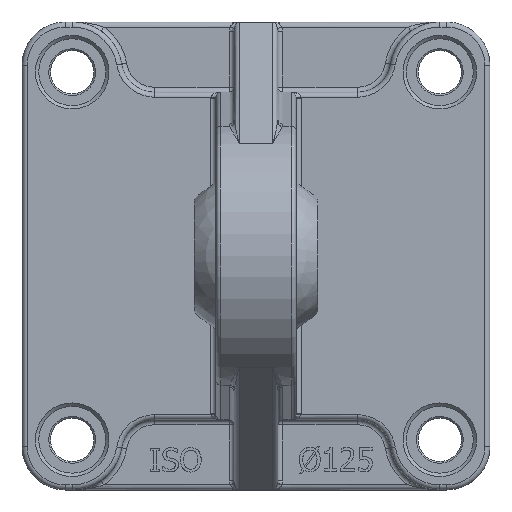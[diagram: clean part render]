
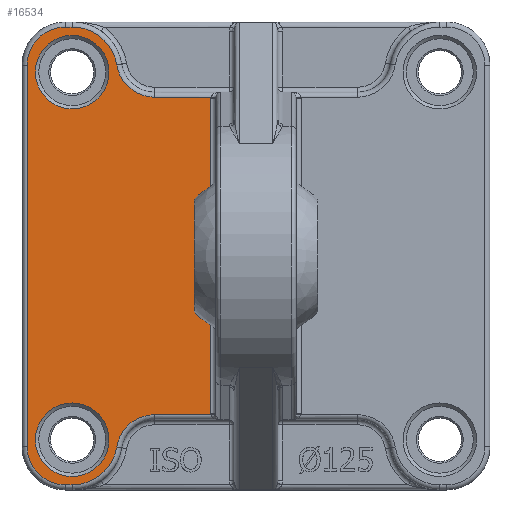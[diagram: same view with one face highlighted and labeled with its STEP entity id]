
A CAD part, top view. The second image highlights one B-rep face of the part: STEP entity #16534.
In plain terms, the highlighted planar face has unit normal (0, 0, 1).
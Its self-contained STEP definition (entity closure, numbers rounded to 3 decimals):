
#16093=CARTESIAN_POINT('',(-13.47,47.5,20.0));
#16094=VERTEX_POINT('',#16093);
#16193=CARTESIAN_POINT('',(-13.5,47.066,20.0));
#16194=VERTEX_POINT('',#16193);
#16212=CARTESIAN_POINT('',(-10.5,47.066,20.0));
#16213=DIRECTION('',(0.0,0.0,1.0));
#16214=DIRECTION('',(0.0,1.0,0.0));
#16215=AXIS2_PLACEMENT_3D('',#16212,#16213,#16214);
#16216=ELLIPSE('',#16215,3.097,3.0);
#16217=EDGE_CURVE('',#16094,#16194,#16216,.T.);
#16227=CARTESIAN_POINT('',(-13.5,-47.066,20.0));
#16228=VERTEX_POINT('',#16227);
#16245=CARTESIAN_POINT('',(-13.5,47.066,20.0));
#16246=DIRECTION('',(0.0,-1.0,0.0));
#16247=VECTOR('',#16246,94.132);
#16248=LINE('',#16245,#16247);
#16249=EDGE_CURVE('',#16194,#16228,#16248,.T.);
#16275=CARTESIAN_POINT('',(-13.47,-47.5,20.0));
#16276=VERTEX_POINT('',#16275);
#16294=CARTESIAN_POINT('',(-10.5,-47.066,20.0));
#16295=DIRECTION('',(0.0,0.0,1.0));
#16296=DIRECTION('',(0.0,-1.0,0.0));
#16297=AXIS2_PLACEMENT_3D('',#16294,#16295,#16296);
#16298=ELLIPSE('',#16297,3.097,3.0);
#16299=EDGE_CURVE('',#16228,#16276,#16298,.T.);
#16391=CARTESIAN_POINT('',(-30.322,-47.5,20.0));
#16392=VERTEX_POINT('',#16391);
#16393=CARTESIAN_POINT('',(-30.322,-47.5,20.0));
#16394=DIRECTION('',(1.0,0.0,0.0));
#16395=VECTOR('',#16394,16.852);
#16396=LINE('',#16393,#16395);
#16397=EDGE_CURVE('',#16392,#16276,#16396,.T.);
#16417=CARTESIAN_POINT('',(0.0,0.,20.0));
#16418=DIRECTION('',(0.0,0.0,1.0));
#16419=DIRECTION('',(1.0,0.0,0.0));
#16420=AXIS2_PLACEMENT_3D('',#16417,#16418,#16419);
#16421=PLANE('',#16420);
#16422=ORIENTED_EDGE('',*,*,#16299,.F.);
#16423=ORIENTED_EDGE('',*,*,#16249,.F.);
#16424=ORIENTED_EDGE('',*,*,#16217,.F.);
#16425=CARTESIAN_POINT('',(-30.322,47.5,20.0));
#16426=VERTEX_POINT('',#16425);
#16427=CARTESIAN_POINT('',(-30.322,47.5,20.0));
#16428=DIRECTION('',(1.0,0.0,0.0));
#16429=VECTOR('',#16428,16.852);
#16430=LINE('',#16427,#16429);
#16431=EDGE_CURVE('',#16426,#16094,#16430,.T.);
#16432=ORIENTED_EDGE('',*,*,#16431,.F.);
#16433=CARTESIAN_POINT('',(-41.674,57.16,20.0));
#16434=VERTEX_POINT('',#16433);
#16435=CARTESIAN_POINT('',(-30.322,59.,20.0));
#16436=DIRECTION('',(0.0,0.0,1.0));
#16437=DIRECTION('',(-0.648,-0.762,0.0));
#16438=AXIS2_PLACEMENT_3D('',#16435,#16436,#16437);
#16439=CIRCLE('',#16438,11.5);
#16440=EDGE_CURVE('',#16434,#16426,#16439,.T.);
#16441=ORIENTED_EDGE('',*,*,#16440,.F.);
#16442=CARTESIAN_POINT('',(-55.0,68.5,20.0));
#16443=VERTEX_POINT('',#16442);
#16444=CARTESIAN_POINT('',(-55.0,55.0,20.0));
#16445=DIRECTION('',(0.0,0.0,-1.0));
#16446=DIRECTION('',(0.648,0.762,0.0));
#16447=AXIS2_PLACEMENT_3D('',#16444,#16445,#16446);
#16448=CIRCLE('',#16447,13.5);
#16449=EDGE_CURVE('',#16443,#16434,#16448,.T.);
#16450=ORIENTED_EDGE('',*,*,#16449,.F.);
#16451=CARTESIAN_POINT('',(-57.0,68.5,20.0));
#16452=VERTEX_POINT('',#16451);
#16453=CARTESIAN_POINT('',(-57.0,68.5,20.0));
#16454=DIRECTION('',(1.0,0.0,0.0));
#16455=VECTOR('',#16454,2.0);
#16456=LINE('',#16453,#16455);
#16457=EDGE_CURVE('',#16452,#16443,#16456,.T.);
#16458=ORIENTED_EDGE('',*,*,#16457,.F.);
#16459=CARTESIAN_POINT('',(-68.5,57.,20.0));
#16460=VERTEX_POINT('',#16459);
#16461=CARTESIAN_POINT('',(-57.0,57.,20.0));
#16462=DIRECTION('',(0.0,0.0,-1.0));
#16463=DIRECTION('',(-0.707,0.707,0.0));
#16464=AXIS2_PLACEMENT_3D('',#16461,#16462,#16463);
#16465=CIRCLE('',#16464,11.5);
#16466=EDGE_CURVE('',#16460,#16452,#16465,.T.);
#16467=ORIENTED_EDGE('',*,*,#16466,.F.);
#16468=CARTESIAN_POINT('',(-68.5,-57.0,20.0));
#16469=VERTEX_POINT('',#16468);
#16470=CARTESIAN_POINT('',(-68.5,-57.0,20.0));
#16471=DIRECTION('',(0.0,1.0,0.0));
#16472=VECTOR('',#16471,114.0);
#16473=LINE('',#16470,#16472);
#16474=EDGE_CURVE('',#16469,#16460,#16473,.T.);
#16475=ORIENTED_EDGE('',*,*,#16474,.F.);
#16476=CARTESIAN_POINT('',(-57.,-68.5,20.0));
#16477=VERTEX_POINT('',#16476);
#16478=CARTESIAN_POINT('',(-57.,-57.0,20.0));
#16479=DIRECTION('',(0.0,0.0,-1.0));
#16480=DIRECTION('',(-0.707,-0.707,0.0));
#16481=AXIS2_PLACEMENT_3D('',#16478,#16479,#16480);
#16482=CIRCLE('',#16481,11.5);
#16483=EDGE_CURVE('',#16477,#16469,#16482,.T.);
#16484=ORIENTED_EDGE('',*,*,#16483,.F.);
#16485=CARTESIAN_POINT('',(-55.0,-68.5,20.0));
#16486=VERTEX_POINT('',#16485);
#16487=CARTESIAN_POINT('',(-55.0,-68.5,20.0));
#16488=DIRECTION('',(-1.0,0.0,0.0));
#16489=VECTOR('',#16488,2.0);
#16490=LINE('',#16487,#16489);
#16491=EDGE_CURVE('',#16486,#16477,#16490,.T.);
#16492=ORIENTED_EDGE('',*,*,#16491,.F.);
#16493=CARTESIAN_POINT('',(-41.674,-57.16,20.0));
#16494=VERTEX_POINT('',#16493);
#16495=CARTESIAN_POINT('',(-55.0,-55.0,20.0));
#16496=DIRECTION('',(0.0,0.0,-1.0));
#16497=DIRECTION('',(0.648,-0.762,0.0));
#16498=AXIS2_PLACEMENT_3D('',#16495,#16496,#16497);
#16499=CIRCLE('',#16498,13.5);
#16500=EDGE_CURVE('',#16494,#16486,#16499,.T.);
#16501=ORIENTED_EDGE('',*,*,#16500,.F.);
#16502=CARTESIAN_POINT('',(-30.322,-59.,20.0));
#16503=DIRECTION('',(0.0,0.0,1.0));
#16504=DIRECTION('',(-0.648,0.762,0.0));
#16505=AXIS2_PLACEMENT_3D('',#16502,#16503,#16504);
#16506=CIRCLE('',#16505,11.5);
#16507=EDGE_CURVE('',#16392,#16494,#16506,.T.);
#16508=ORIENTED_EDGE('',*,*,#16507,.F.);
#16509=ORIENTED_EDGE('',*,*,#16397,.T.);
#16510=EDGE_LOOP('',(#16422,#16423,#16424,#16432,#16441,#16450,#16458,#16467,#16475,#16484,#16492,#16501,#16508,#16509));
#16511=FACE_OUTER_BOUND('',#16510,.T.);
#16512=CARTESIAN_POINT('',(-44.0,55.0,20.0));
#16513=VERTEX_POINT('',#16512);
#16514=CARTESIAN_POINT('',(-55.0,55.0,20.0));
#16515=DIRECTION('',(0.0,0.0,1.0));
#16516=DIRECTION('',(-1.0,0.0,0.0));
#16517=AXIS2_PLACEMENT_3D('',#16514,#16515,#16516);
#16518=CIRCLE('',#16517,11.);
#16519=EDGE_CURVE('',#16513,#16513,#16518,.T.);
#16520=ORIENTED_EDGE('',*,*,#16519,.F.);
#16521=EDGE_LOOP('',(#16520));
#16522=FACE_BOUND('',#16521,.T.);
#16523=CARTESIAN_POINT('',(-44.0,-55.0,20.0));
#16524=VERTEX_POINT('',#16523);
#16525=CARTESIAN_POINT('',(-55.0,-55.0,20.0));
#16526=DIRECTION('',(0.0,0.0,1.0));
#16527=DIRECTION('',(-1.0,0.0,0.0));
#16528=AXIS2_PLACEMENT_3D('',#16525,#16526,#16527);
#16529=CIRCLE('',#16528,11.);
#16530=EDGE_CURVE('',#16524,#16524,#16529,.T.);
#16531=ORIENTED_EDGE('',*,*,#16530,.F.);
#16532=EDGE_LOOP('',(#16531));
#16533=FACE_BOUND('',#16532,.T.);
#16534=ADVANCED_FACE('',(#16511,#16522,#16533),#16421,.T.);
